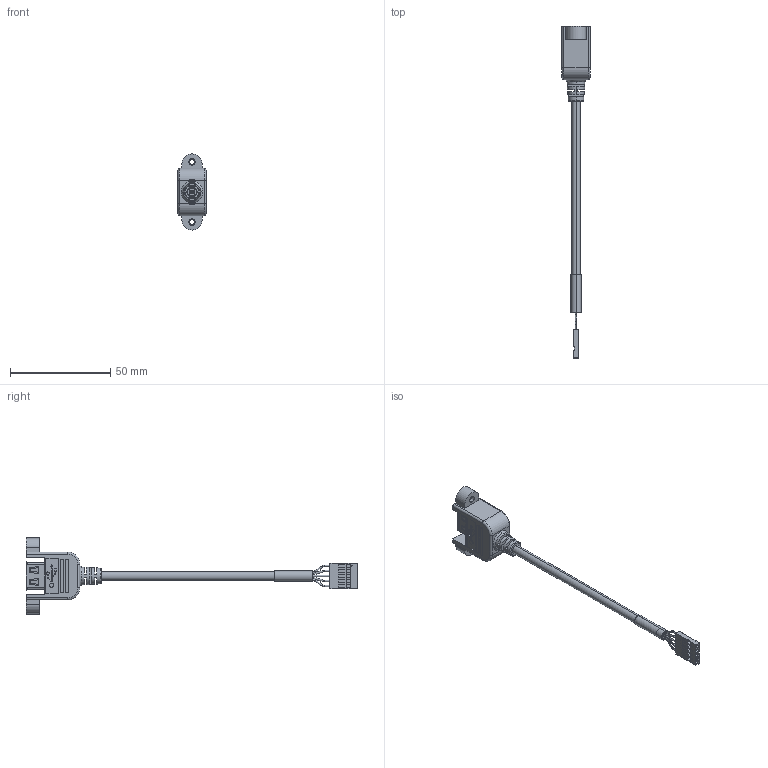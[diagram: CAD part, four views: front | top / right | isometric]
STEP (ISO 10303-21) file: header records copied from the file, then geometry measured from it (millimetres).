
FILE_DESCRIPTION (( 'STEP AP214' ), '1' );
FILE_NAME ('UPMA5.STEP', '2013-12-12T19:16:16', ( 'x' ), ( '' ), 'SwSTEP 2.0', 'SolidWorks 2012', '' );
FILE_SCHEMA (( 'AUTOMOTIVE_DESIGN' ));
Length unit declared in the file: inch
Products named in the file (10): 3AC01-003_for .180" O.D. cable; 1AA10-052; MTN-157_NEW LOGO; STKB-440-4; MTN-268; 1AA05-008(USB A TYPE FEMALE SOLDER TYPE); MTN-157_NEW L-COM LOGO; 1AL08-128_4" STRIPPED FOR 5 POS HOUSING; UPMA5
Assembly tree (10 placements, depth 4):
  UPMA5
    1AL08-128_4" STRIPPED FOR 5 POS HOUSING
    MTN-157_NEW LOGO
      MTN-157_NEW L-COM LOGO
      MTN-268
        MTN-268
        1AA05-008(USB A TYPE FEMALE SOLDER TYPE)
      STKB-440-4  x2
    1AA10-052
    3AC01-003_for .180" O.D. cable
Bounding box: 14.8 x 165.8 x 38 mm (x, y, z)
Volume: 12235.6 mm3; surface area: 9267.3 mm2
Topology: 12 solids, 12 shells, 885 faces, 2277 edges, 1446 vertices
Faces by surface type: plane 521, cylinder 232, cone 66, torus 42, bspline 24
Entity records: 27856 total; most frequent: CARTESIAN_POINT 5071, ORIENTED_EDGE 4366, DIRECTION 4177, EDGE_CURVE 2183, LINE 1561, VECTOR 1561, VERTEX_POINT 1398, AXIS2_PLACEMENT_3D 1308
